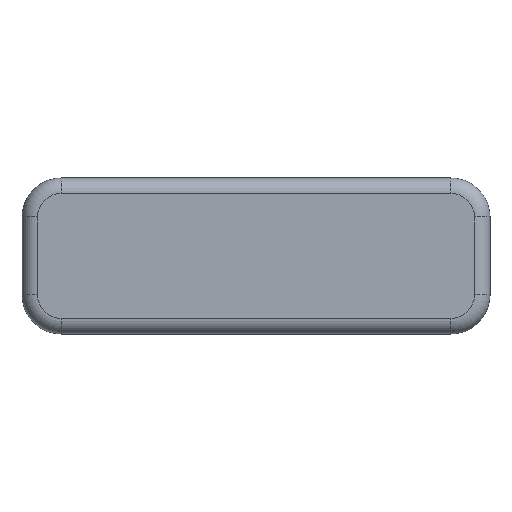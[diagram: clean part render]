
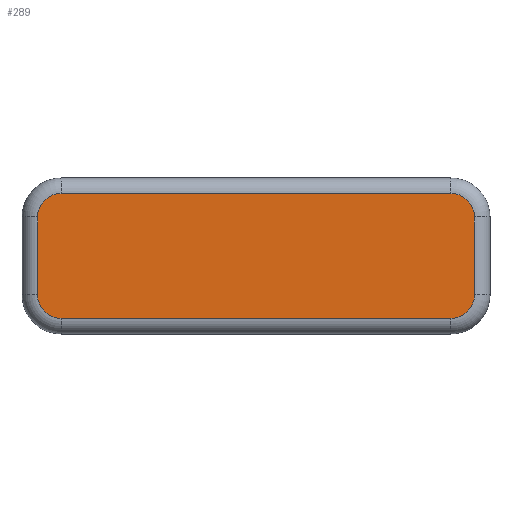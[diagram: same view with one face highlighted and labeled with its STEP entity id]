
A CAD part, top view. The second image highlights one B-rep face of the part: STEP entity #289.
In plain terms, the highlighted face is planar.
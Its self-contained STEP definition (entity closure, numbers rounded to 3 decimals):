
#21=PLANE('',#340);
#41=FACE_OUTER_BOUND('',#59,.T.);
#59=EDGE_LOOP('',(#237,#238,#239,#240,#241,#242,#243,#244));
#66=LINE('',#461,#86);
#67=LINE('',#472,#87);
#69=LINE('',#484,#89);
#71=LINE('',#496,#91);
#86=VECTOR('',#360,10.);
#87=VECTOR('',#373,10.);
#89=VECTOR('',#387,10.);
#91=VECTOR('',#401,10.);
#108=CIRCLE('',#315,0.75);
#112=CIRCLE('',#321,0.75);
#116=CIRCLE('',#327,0.75);
#119=CIRCLE('',#332,0.75);
#125=VERTEX_POINT('',#454);
#128=VERTEX_POINT('',#459);
#130=VERTEX_POINT('',#464);
#132=VERTEX_POINT('',#470);
#134=VERTEX_POINT('',#476);
#136=VERTEX_POINT('',#482);
#138=VERTEX_POINT('',#488);
#140=VERTEX_POINT('',#494);
#152=EDGE_CURVE('',#128,#125,#66,.T.);
#154=EDGE_CURVE('',#130,#128,#108,.T.);
#157=EDGE_CURVE('',#132,#130,#67,.T.);
#160=EDGE_CURVE('',#134,#132,#112,.T.);
#163=EDGE_CURVE('',#136,#134,#69,.T.);
#166=EDGE_CURVE('',#138,#136,#116,.T.);
#169=EDGE_CURVE('',#140,#138,#71,.T.);
#171=EDGE_CURVE('',#125,#140,#119,.T.);
#237=ORIENTED_EDGE('',*,*,#152,.F.);
#238=ORIENTED_EDGE('',*,*,#154,.F.);
#239=ORIENTED_EDGE('',*,*,#157,.F.);
#240=ORIENTED_EDGE('',*,*,#160,.F.);
#241=ORIENTED_EDGE('',*,*,#163,.F.);
#242=ORIENTED_EDGE('',*,*,#166,.F.);
#243=ORIENTED_EDGE('',*,*,#169,.F.);
#244=ORIENTED_EDGE('',*,*,#171,.F.);
#289=ADVANCED_FACE('',(#41),#21,.F.);
#315=AXIS2_PLACEMENT_3D('',#466,#365,#366);
#321=AXIS2_PLACEMENT_3D('',#478,#379,#380);
#327=AXIS2_PLACEMENT_3D('',#490,#393,#394);
#332=AXIS2_PLACEMENT_3D('',#499,#405,#406);
#340=AXIS2_PLACEMENT_3D('',#519,#428,#429);
#360=DIRECTION('',(1.,0.,0.));
#365=DIRECTION('center_axis',(0.,0.,1.));
#366=DIRECTION('ref_axis',(-0.707,-0.707,0.));
#373=DIRECTION('',(0.,-1.,0.));
#379=DIRECTION('center_axis',(0.,0.,1.));
#380=DIRECTION('ref_axis',(-0.707,0.707,0.));
#387=DIRECTION('',(-1.,0.,0.));
#393=DIRECTION('center_axis',(0.,0.,1.));
#394=DIRECTION('ref_axis',(0.707,0.707,0.));
#401=DIRECTION('',(0.,1.,0.));
#405=DIRECTION('center_axis',(0.,0.,1.));
#406=DIRECTION('ref_axis',(0.707,-0.707,0.));
#428=DIRECTION('center_axis',(0.,0.,1.));
#429=DIRECTION('ref_axis',(1.,0.,0.));
#454=CARTESIAN_POINT('',(10.275,-116.248,-24.495));
#459=CARTESIAN_POINT('',(-2.225,-116.248,-24.495));
#461=CARTESIAN_POINT('',(81.338,-116.248,-24.495));
#464=CARTESIAN_POINT('',(-2.975,-115.498,-24.495));
#466=CARTESIAN_POINT('Origin',(-2.225,-115.498,-24.495));
#470=CARTESIAN_POINT('',(-2.975,-112.998,-24.495));
#472=CARTESIAN_POINT('',(-2.975,-87.693,-24.495));
#476=CARTESIAN_POINT('',(-2.225,-112.248,-24.495));
#478=CARTESIAN_POINT('Origin',(-2.225,-112.998,-24.495));
#482=CARTESIAN_POINT('',(10.275,-112.248,-24.495));
#484=CARTESIAN_POINT('',(75.088,-112.248,-24.495));
#488=CARTESIAN_POINT('',(11.025,-112.998,-24.495));
#490=CARTESIAN_POINT('Origin',(10.275,-112.998,-24.495));
#494=CARTESIAN_POINT('',(11.025,-115.498,-24.495));
#496=CARTESIAN_POINT('',(11.025,-86.443,-24.495));
#499=CARTESIAN_POINT('Origin',(10.275,-115.498,-24.495));
#519=CARTESIAN_POINT('Origin',(152.4,-59.887,-24.495));
